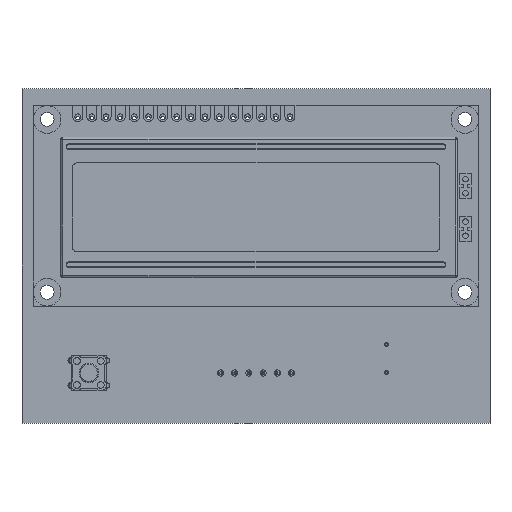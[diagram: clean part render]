
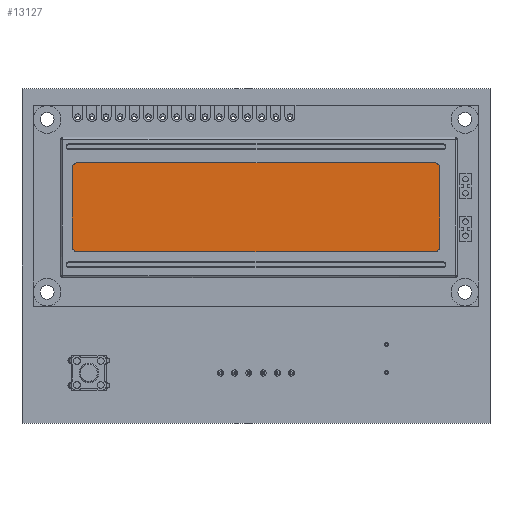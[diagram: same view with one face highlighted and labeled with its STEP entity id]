
A CAD part, top view. The second image highlights one B-rep face of the part: STEP entity #13127.
In plain terms, the highlighted face is planar.
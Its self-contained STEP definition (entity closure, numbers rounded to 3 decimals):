
#12859 = EDGE_CURVE('',#12860,#12862,#12864,.T.);
#12860 = VERTEX_POINT('',#12861);
#12861 = CARTESIAN_POINT('',(32.,10.,8.3));
#12862 = VERTEX_POINT('',#12863);
#12863 = CARTESIAN_POINT('',(33.,10.,7.3));
#12864 = CIRCLE('',#12865,1.);
#12865 = AXIS2_PLACEMENT_3D('',#12866,#12867,#12868);
#12866 = CARTESIAN_POINT('',(32.,10.,7.3));
#12867 = DIRECTION('',(0.,1.,0.));
#12868 = DIRECTION('',(0.,0.,1.));
#12901 = EDGE_CURVE('',#12902,#12860,#12904,.T.);
#12902 = VERTEX_POINT('',#12903);
#12903 = CARTESIAN_POINT('',(-32.,10.,8.3));
#12904 = LINE('',#12905,#12906);
#12905 = CARTESIAN_POINT('',(-32.,10.,8.3));
#12906 = VECTOR('',#12907,1.);
#12907 = DIRECTION('',(1.,0.,0.));
#12932 = EDGE_CURVE('',#12933,#12902,#12935,.T.);
#12933 = VERTEX_POINT('',#12934);
#12934 = CARTESIAN_POINT('',(-33.,10.,7.3));
#12935 = CIRCLE('',#12936,1.);
#12936 = AXIS2_PLACEMENT_3D('',#12937,#12938,#12939);
#12937 = CARTESIAN_POINT('',(-32.,10.,7.3));
#12938 = DIRECTION('',(0.,1.,0.));
#12939 = DIRECTION('',(0.,0.,1.));
#12965 = EDGE_CURVE('',#12966,#12933,#12968,.T.);
#12966 = VERTEX_POINT('',#12967);
#12967 = CARTESIAN_POINT('',(-33.,10.,-6.7));
#12968 = LINE('',#12969,#12970);
#12969 = CARTESIAN_POINT('',(-33.,10.,-6.7));
#12970 = VECTOR('',#12971,1.);
#12971 = DIRECTION('',(0.,0.,1.));
#12996 = EDGE_CURVE('',#12997,#12966,#12999,.T.);
#12997 = VERTEX_POINT('',#12998);
#12998 = CARTESIAN_POINT('',(-32.,10.,-7.7));
#12999 = CIRCLE('',#13000,1.);
#13000 = AXIS2_PLACEMENT_3D('',#13001,#13002,#13003);
#13001 = CARTESIAN_POINT('',(-32.,10.,-6.7));
#13002 = DIRECTION('',(0.,1.,0.));
#13003 = DIRECTION('',(0.,0.,1.));
#13029 = EDGE_CURVE('',#13030,#12997,#13032,.T.);
#13030 = VERTEX_POINT('',#13031);
#13031 = CARTESIAN_POINT('',(32.,10.,-7.7));
#13032 = LINE('',#13033,#13034);
#13033 = CARTESIAN_POINT('',(32.,10.,-7.7));
#13034 = VECTOR('',#13035,1.);
#13035 = DIRECTION('',(-1.,0.,0.));
#13060 = EDGE_CURVE('',#13061,#13030,#13063,.T.);
#13061 = VERTEX_POINT('',#13062);
#13062 = CARTESIAN_POINT('',(33.,10.,-6.7));
#13063 = CIRCLE('',#13064,1.);
#13064 = AXIS2_PLACEMENT_3D('',#13065,#13066,#13067);
#13065 = CARTESIAN_POINT('',(32.,10.,-6.7));
#13066 = DIRECTION('',(0.,1.,0.));
#13067 = DIRECTION('',(0.,0.,1.));
#13093 = EDGE_CURVE('',#12862,#13061,#13094,.T.);
#13094 = LINE('',#13095,#13096);
#13095 = CARTESIAN_POINT('',(33.,10.,7.3));
#13096 = VECTOR('',#13097,1.);
#13097 = DIRECTION('',(0.,0.,-1.));
#13127 = ADVANCED_FACE('',(#13128),#13138,.T.);
#13128 = FACE_BOUND('',#13129,.T.);
#13129 = EDGE_LOOP('',(#13130,#13131,#13132,#13133,#13134,#13135,#13136,
    #13137));
#13130 = ORIENTED_EDGE('',*,*,#12859,.T.);
#13131 = ORIENTED_EDGE('',*,*,#13093,.T.);
#13132 = ORIENTED_EDGE('',*,*,#13060,.T.);
#13133 = ORIENTED_EDGE('',*,*,#13029,.T.);
#13134 = ORIENTED_EDGE('',*,*,#12996,.T.);
#13135 = ORIENTED_EDGE('',*,*,#12965,.T.);
#13136 = ORIENTED_EDGE('',*,*,#12932,.T.);
#13137 = ORIENTED_EDGE('',*,*,#12901,.T.);
#13138 = PLANE('',#13139);
#13139 = AXIS2_PLACEMENT_3D('',#13140,#13141,#13142);
#13140 = CARTESIAN_POINT('',(32.,10.,7.3));
#13141 = DIRECTION('',(0.,1.,0.));
#13142 = DIRECTION('',(0.,0.,1.));
